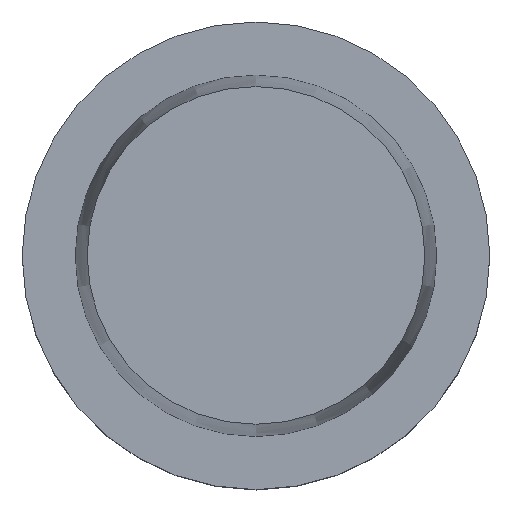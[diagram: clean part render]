
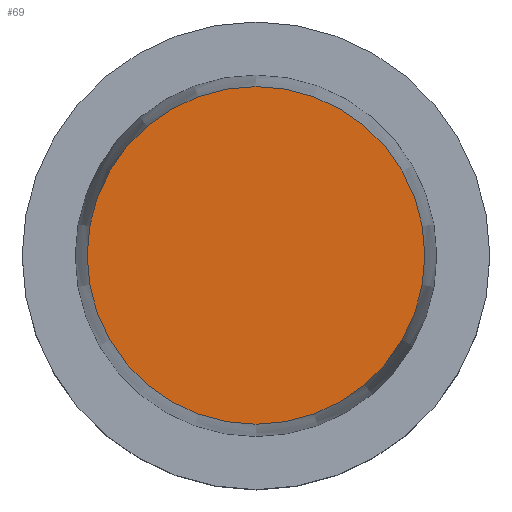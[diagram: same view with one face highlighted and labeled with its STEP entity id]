
A CAD part, top view. The second image highlights one B-rep face of the part: STEP entity #69.
In plain terms, the highlighted planar face has unit normal (0, 0, 1).
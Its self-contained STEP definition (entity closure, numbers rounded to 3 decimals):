
#69=ADVANCED_FACE('',(#90),#84,.F.);
#84=PLANE('',#192);
#90=FACE_OUTER_BOUND('',#92,.T.);
#92=EDGE_LOOP('',(#120));
#120=ORIENTED_EDGE('',*,*,#162,.F.);
#148=VERTEX_POINT('',#282);
#162=EDGE_CURVE('',#148,#148,#176,.T.);
#176=CIRCLE('',#191,22.722);
#191=AXIS2_PLACEMENT_3D('',#281,#222,#223);
#192=AXIS2_PLACEMENT_3D('',#283,#224,#225);
#222=DIRECTION('',(0.0,0.,-1.0));
#223=DIRECTION('',(0.0,1.0,0.0));
#224=DIRECTION('',(0.0,0.,-1.0));
#225=DIRECTION('',(0.0,1.0,0.));
#281=CARTESIAN_POINT('',(0.0,0.,31.9));
#282=CARTESIAN_POINT('',(0.0,22.722,31.9));
#283=CARTESIAN_POINT('',(0.0,17.025,31.9));
